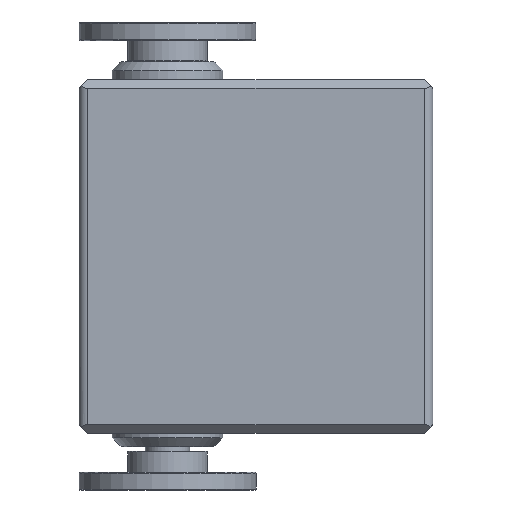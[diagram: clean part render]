
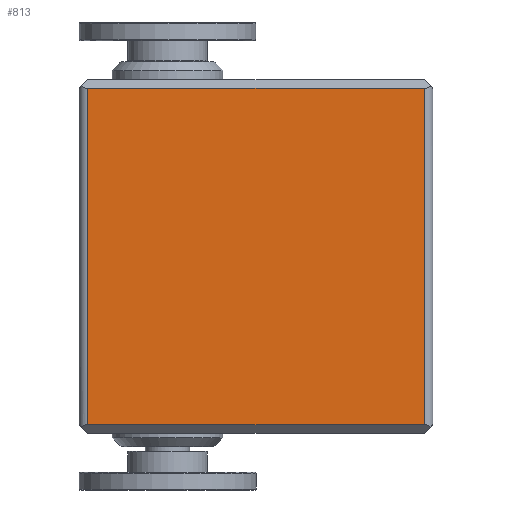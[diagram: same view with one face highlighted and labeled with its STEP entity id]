
A CAD part, front view. The second image highlights one B-rep face of the part: STEP entity #813.
In plain terms, the highlighted planar face has unit normal (0, -1, 0).
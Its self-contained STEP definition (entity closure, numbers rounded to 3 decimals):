
#373=CARTESIAN_POINT('',(19.0,-10.,39.0));
#374=VERTEX_POINT('',#373);
#382=CARTESIAN_POINT('',(19.0,-10.,1.0));
#383=VERTEX_POINT('',#382);
#384=CARTESIAN_POINT('',(19.0,-10.,39.0));
#385=DIRECTION('',(0.0,0.0,-1.0));
#386=VECTOR('',#385,38.0);
#387=LINE('',#384,#386);
#388=EDGE_CURVE('',#374,#383,#387,.T.);
#607=CARTESIAN_POINT('',(-19.0,-10.,1.0));
#608=VERTEX_POINT('',#607);
#616=CARTESIAN_POINT('',(-19.0,-10.,39.0));
#617=VERTEX_POINT('',#616);
#618=CARTESIAN_POINT('',(-19.0,-10.,1.0));
#619=DIRECTION('',(0.0,0.0,1.0));
#620=VECTOR('',#619,38.0);
#621=LINE('',#618,#620);
#622=EDGE_CURVE('',#608,#617,#621,.T.);
#640=CARTESIAN_POINT('',(19.0,-10.,1.0));
#641=DIRECTION('',(-1.0,0.0,0.0));
#642=VECTOR('',#641,38.0);
#643=LINE('',#640,#642);
#644=EDGE_CURVE('',#383,#608,#643,.T.);
#797=CARTESIAN_POINT('',(-20.0,-10.,0.0));
#798=DIRECTION('',(0.0,-1.0,0.0));
#799=DIRECTION('',(1.0,0.0,0.0));
#800=AXIS2_PLACEMENT_3D('',#797,#798,#799);
#801=PLANE('',#800);
#802=ORIENTED_EDGE('',*,*,#388,.F.);
#803=CARTESIAN_POINT('',(-19.0,-10.,39.0));
#804=DIRECTION('',(1.0,0.0,0.0));
#805=VECTOR('',#804,38.0);
#806=LINE('',#803,#805);
#807=EDGE_CURVE('',#617,#374,#806,.T.);
#808=ORIENTED_EDGE('',*,*,#807,.F.);
#809=ORIENTED_EDGE('',*,*,#622,.F.);
#810=ORIENTED_EDGE('',*,*,#644,.F.);
#811=EDGE_LOOP('',(#802,#808,#809,#810));
#812=FACE_OUTER_BOUND('',#811,.T.);
#813=ADVANCED_FACE('',(#812),#801,.T.);
